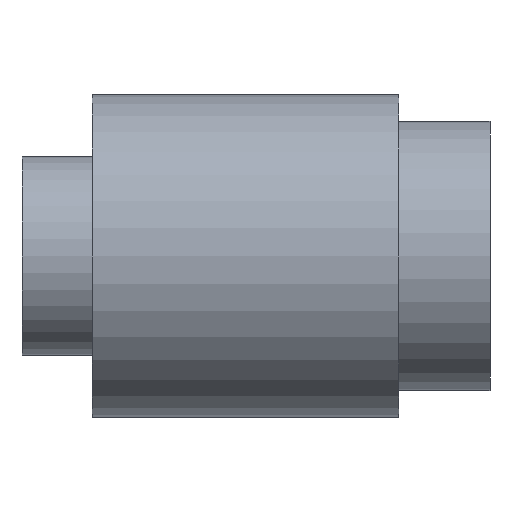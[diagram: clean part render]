
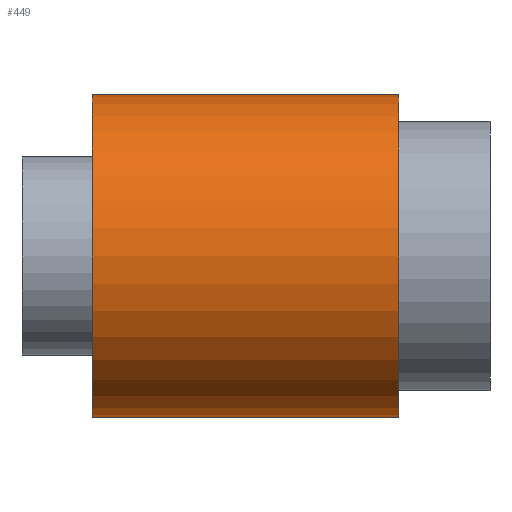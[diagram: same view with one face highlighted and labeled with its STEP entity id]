
A CAD part, left-side view. The second image highlights one B-rep face of the part: STEP entity #449.
In plain terms, the highlighted cylindrical face has radius 3.9 mm (diameter 7.8 mm), a partial arc.
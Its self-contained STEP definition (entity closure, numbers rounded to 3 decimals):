
#1 = CARTESIAN_POINT ( 'NONE',  ( 0., 9.6, 3.9 ) ) ;
#9 = DIRECTION ( 'NONE',  ( 0., 0., -1. ) ) ;
#23 = CARTESIAN_POINT ( 'NONE',  ( 0., 2.2, -3.9 ) ) ;
#26 = CARTESIAN_POINT ( 'NONE',  ( 0., 9.6, 0. ) ) ;
#44 = VERTEX_POINT ( 'NONE', #1 ) ;
#66 = CYLINDRICAL_SURFACE ( 'NONE', #272, 3.9 ) ;
#75 = CARTESIAN_POINT ( 'NONE',  ( 0., 0., 0. ) ) ;
#87 = CARTESIAN_POINT ( 'NONE',  ( 0., 9.6, -3.9 ) ) ;
#122 = DIRECTION ( 'NONE',  ( 0., 0., -1. ) ) ;
#125 = CIRCLE ( 'NONE', #443, 3.9 ) ;
#127 = EDGE_CURVE ( 'NONE', #217, #195, #178, .T. ) ;
#150 = DIRECTION ( 'NONE',  ( 0., -1., 0. ) ) ;
#164 = LINE ( 'NONE', #168, #431 ) ;
#168 = CARTESIAN_POINT ( 'NONE',  ( 0., 0., -3.9 ) ) ;
#178 = CIRCLE ( 'NONE', #314, 3.9 ) ;
#181 = FACE_OUTER_BOUND ( 'NONE', #275, .T. ) ;
#195 = VERTEX_POINT ( 'NONE', #23 ) ;
#213 = ORIENTED_EDGE ( 'NONE', *, *, #370, .T. ) ;
#217 = VERTEX_POINT ( 'NONE', #436 ) ;
#257 = EDGE_CURVE ( 'NONE', #44, #217, #338, .T. ) ;
#269 = VERTEX_POINT ( 'NONE', #87 ) ;
#272 = AXIS2_PLACEMENT_3D ( 'NONE', #75, #357, #419 ) ;
#275 = EDGE_LOOP ( 'NONE', ( #289, #284, #213, #316 ) ) ;
#282 = EDGE_CURVE ( 'NONE', #44, #269, #125, .T. ) ;
#284 = ORIENTED_EDGE ( 'NONE', *, *, #282, .T. ) ;
#289 = ORIENTED_EDGE ( 'NONE', *, *, #257, .F. ) ;
#303 = DIRECTION ( 'NONE',  ( 0., -1., 0. ) ) ;
#314 = AXIS2_PLACEMENT_3D ( 'NONE', #428, #150, #9 ) ;
#316 = ORIENTED_EDGE ( 'NONE', *, *, #127, .F. ) ;
#323 = VECTOR ( 'NONE', #303, 1000. ) ;
#338 = LINE ( 'NONE', #376, #323 ) ;
#348 = DIRECTION ( 'NONE',  ( 0., -1., 0. ) ) ;
#357 = DIRECTION ( 'NONE',  ( 0., -1., 0. ) ) ;
#370 = EDGE_CURVE ( 'NONE', #269, #195, #164, .T. ) ;
#376 = CARTESIAN_POINT ( 'NONE',  ( 0., 0., 3.9 ) ) ;
#419 = DIRECTION ( 'NONE',  ( 0., 0., -1. ) ) ;
#428 = CARTESIAN_POINT ( 'NONE',  ( 0., 2.2, 0. ) ) ;
#431 = VECTOR ( 'NONE', #447, 1000. ) ;
#436 = CARTESIAN_POINT ( 'NONE',  ( 0., 2.2, 3.9 ) ) ;
#443 = AXIS2_PLACEMENT_3D ( 'NONE', #26, #348, #122 ) ;
#447 = DIRECTION ( 'NONE',  ( 0., -1., 0. ) ) ;
#449 = ADVANCED_FACE ( 'NONE', ( #181 ), #66, .T. ) ;
